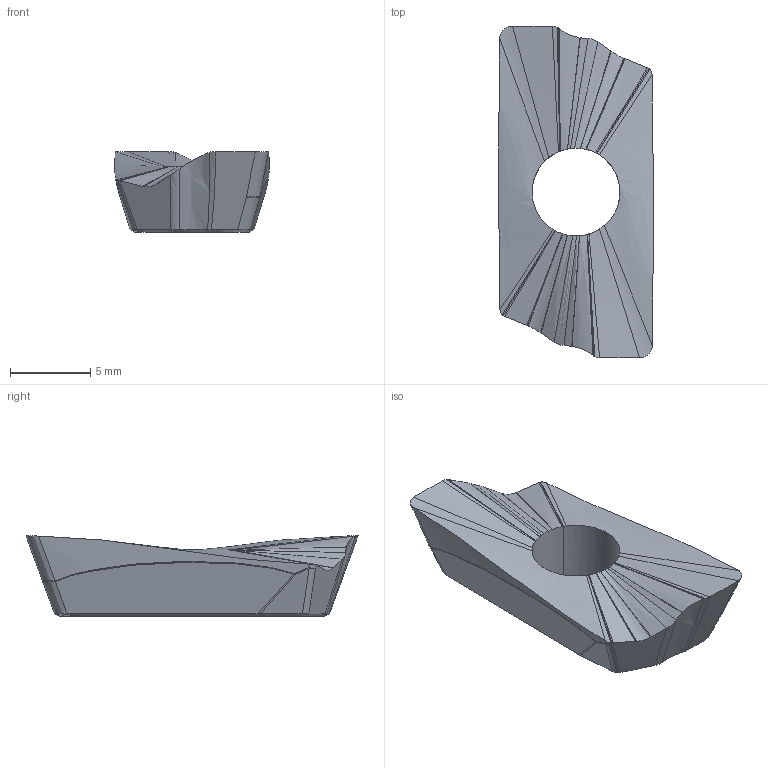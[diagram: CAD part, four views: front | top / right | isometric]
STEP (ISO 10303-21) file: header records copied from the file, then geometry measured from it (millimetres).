
FILE_DESCRIPTION(('CATIA V6 STEP','CAx-IF Rec.Pracs.--- Model Styling and Organization---1.5--- 2016-08-15','CAx-IF Rec.Pracs.---Supplemental Geometry---1.0---2011-11-01','CAx-IF Rec.Pracs.--- Composite Materials ---3.4---2017-06-13','CAx-IF Rec.Pracs.---Tessellated 3D Geometry---1.0---2015-12-17'),'2;1');
FILE_NAME('BN90007429 CUT.stp','2024-05-24T06:06:48+00:00',('none'),('none'),'3DEXPERIENCE Platform3DEXPERIENCE R2022x HotFix 12','3DEXPERIENCE Platform STEP AP242 v2','none');
FILE_SCHEMA(('AP242_MANAGED_MODEL_BASED_3D_ENGINEERING_MIM_LF {1 0 10303 442 1 1 4}'));
Length unit declared in the file: millimetre
Products named in the file (1): CUT
Bounding box: 9.64 x 20.7 x 5 mm (x, y, z)
Volume: 526.3 mm3; surface area: 544.2 mm2
Topology: 1 solids, 1 shells, 117 faces, 340 edges, 223 vertices
Faces by surface type: bspline 98, plane 9, cylinder 6, sphere 2, cone 2
Entity records: 5378 total; most frequent: CARTESIAN_POINT 3111, ORIENTED_EDGE 600, EDGE_CURVE 300, B_SPLINE_CURVE_WITH_KNOTS 247, VERTEX_POINT 184, DIRECTION 143, EDGE_LOOP 118, ADVANCED_FACE 117
